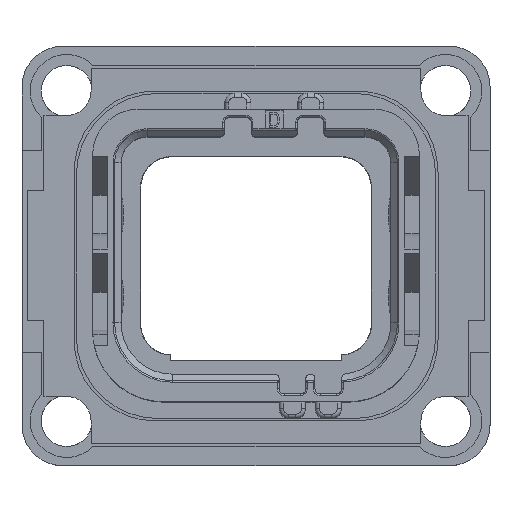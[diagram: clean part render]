
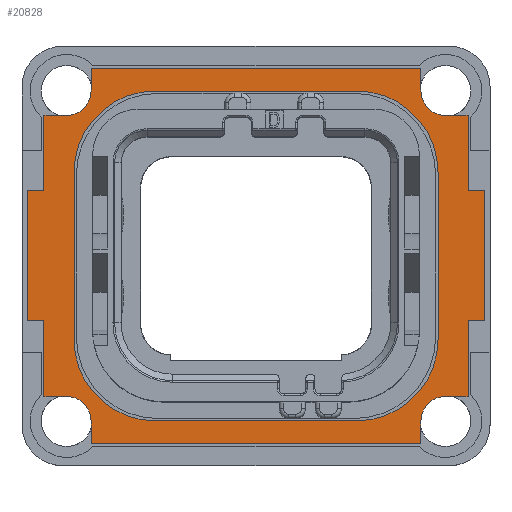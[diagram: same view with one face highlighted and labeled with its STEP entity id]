
A CAD part, top view. The second image highlights one B-rep face of the part: STEP entity #20828.
In plain terms, the highlighted planar face has unit normal (0, 0, 1).
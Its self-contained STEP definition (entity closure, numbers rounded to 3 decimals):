
#839=DIRECTION('',(0.,-1.,0.));
#840=VECTOR('',#839,4.65);
#841=CARTESIAN_POINT('',(-13.05,-4.,2.31));
#842=LINE('',#841,#840);
#843=DIRECTION('',(1.,0.,0.));
#844=VECTOR('',#843,1.);
#845=CARTESIAN_POINT('',(-14.05,-4.,2.31));
#846=LINE('',#845,#844);
#847=DIRECTION('',(0.,-1.,0.));
#848=VECTOR('',#847,8.);
#849=CARTESIAN_POINT('',(-14.05,4.,2.31));
#850=LINE('',#849,#848);
#851=DIRECTION('',(-1.,0.,0.));
#852=VECTOR('',#851,1.);
#853=CARTESIAN_POINT('',(-13.05,4.,2.31));
#854=LINE('',#853,#852);
#855=DIRECTION('',(0.,-1.,0.));
#856=VECTOR('',#855,4.65);
#857=CARTESIAN_POINT('',(-13.05,8.65,2.31));
#858=LINE('',#857,#856);
#859=DIRECTION('',(1.,0.,0.));
#860=VECTOR('',#859,1.4);
#861=CARTESIAN_POINT('',(-13.05,8.65,2.31));
#862=LINE('',#861,#860);
#863=CARTESIAN_POINT('',(-11.65,10.15,2.31));
#864=DIRECTION('',(0.,0.,1.));
#865=DIRECTION('',(0.,-1.,0.));
#866=AXIS2_PLACEMENT_3D('',#863,#864,#865);
#868=DIRECTION('',(0.,-1.,0.));
#869=VECTOR('',#868,1.4);
#870=CARTESIAN_POINT('',(-10.15,11.55,2.31));
#871=LINE('',#870,#869);
#872=DIRECTION('',(-1.,0.,0.));
#873=VECTOR('',#872,20.3);
#874=CARTESIAN_POINT('',(10.15,11.55,2.31));
#875=LINE('',#874,#873);
#876=DIRECTION('',(0.,-1.,0.));
#877=VECTOR('',#876,1.4);
#878=CARTESIAN_POINT('',(10.15,11.55,2.31));
#879=LINE('',#878,#877);
#880=CARTESIAN_POINT('',(11.65,10.15,2.31));
#881=DIRECTION('',(0.,0.,1.));
#882=DIRECTION('',(-1.,0.,0.));
#883=AXIS2_PLACEMENT_3D('',#880,#881,#882);
#885=DIRECTION('',(-1.,0.,0.));
#886=VECTOR('',#885,1.4);
#887=CARTESIAN_POINT('',(13.05,8.65,2.31));
#888=LINE('',#887,#886);
#889=DIRECTION('',(0.,1.,0.));
#890=VECTOR('',#889,4.65);
#891=CARTESIAN_POINT('',(13.05,4.,2.31));
#892=LINE('',#891,#890);
#893=DIRECTION('',(-1.,0.,0.));
#894=VECTOR('',#893,1.);
#895=CARTESIAN_POINT('',(14.05,4.,2.31));
#896=LINE('',#895,#894);
#897=DIRECTION('',(0.,1.,0.));
#898=VECTOR('',#897,8.);
#899=CARTESIAN_POINT('',(14.05,-4.,2.31));
#900=LINE('',#899,#898);
#901=DIRECTION('',(1.,0.,0.));
#902=VECTOR('',#901,1.);
#903=CARTESIAN_POINT('',(13.05,-4.,2.31));
#904=LINE('',#903,#902);
#905=DIRECTION('',(0.,1.,0.));
#906=VECTOR('',#905,4.65);
#907=CARTESIAN_POINT('',(13.05,-8.65,2.31));
#908=LINE('',#907,#906);
#909=DIRECTION('',(-1.,0.,0.));
#910=VECTOR('',#909,1.4);
#911=CARTESIAN_POINT('',(13.05,-8.65,2.31));
#912=LINE('',#911,#910);
#913=CARTESIAN_POINT('',(11.65,-10.15,2.31));
#914=DIRECTION('',(0.,0.,1.));
#915=DIRECTION('',(0.,1.,0.));
#916=AXIS2_PLACEMENT_3D('',#913,#914,#915);
#918=DIRECTION('',(0.,1.,0.));
#919=VECTOR('',#918,1.4);
#920=CARTESIAN_POINT('',(10.15,-11.55,2.31));
#921=LINE('',#920,#919);
#922=DIRECTION('',(1.,0.,0.));
#923=VECTOR('',#922,20.3);
#924=CARTESIAN_POINT('',(-10.15,-11.55,2.31));
#925=LINE('',#924,#923);
#926=DIRECTION('',(0.,1.,0.));
#927=VECTOR('',#926,1.4);
#928=CARTESIAN_POINT('',(-10.15,-11.55,2.31));
#929=LINE('',#928,#927);
#930=CARTESIAN_POINT('',(-11.65,-10.15,2.31));
#931=DIRECTION('',(0.,0.,1.));
#932=DIRECTION('',(1.,0.,0.));
#933=AXIS2_PLACEMENT_3D('',#930,#931,#932);
#935=DIRECTION('',(1.,0.,0.));
#936=VECTOR('',#935,1.4);
#937=CARTESIAN_POINT('',(-13.05,-8.65,2.31));
#938=LINE('',#937,#936);
#939=DIRECTION('',(0.,-1.,0.));
#940=VECTOR('',#939,10.3);
#941=CARTESIAN_POINT('',(11.2,5.15,2.31));
#942=LINE('',#941,#940);
#943=DIRECTION('',(1.,0.,0.));
#944=VECTOR('',#943,12.4);
#945=CARTESIAN_POINT('',(-6.2,10.15,2.31));
#946=LINE('',#945,#944);
#947=DIRECTION('',(0.,1.,0.));
#948=VECTOR('',#947,10.3);
#949=CARTESIAN_POINT('',(-11.2,-5.15,2.31));
#950=LINE('',#949,#948);
#951=DIRECTION('',(-1.,0.,0.));
#952=VECTOR('',#951,12.4);
#953=CARTESIAN_POINT('',(6.2,-10.15,2.31));
#954=LINE('',#953,#952);
#1059=CARTESIAN_POINT('',(-6.2,-5.15,2.31));
#1060=DIRECTION('',(0.,0.,-1.));
#1061=DIRECTION('',(0.,-1.,0.));
#1062=AXIS2_PLACEMENT_3D('',#1059,#1060,#1061);
#1072=CARTESIAN_POINT('',(6.2,-5.15,2.31));
#1073=DIRECTION('',(0.,0.,-1.));
#1074=DIRECTION('',(1.,0.,0.));
#1075=AXIS2_PLACEMENT_3D('',#1072,#1073,#1074);
#1077=CARTESIAN_POINT('',(-6.2,5.15,2.31));
#1078=DIRECTION('',(0.,0.,-1.));
#1079=DIRECTION('',(-1.,0.,0.));
#1080=AXIS2_PLACEMENT_3D('',#1077,#1078,#1079);
#1090=CARTESIAN_POINT('',(6.2,5.15,2.31));
#1091=DIRECTION('',(0.,0.,-1.));
#1092=DIRECTION('',(0.,1.,0.));
#1093=AXIS2_PLACEMENT_3D('',#1090,#1091,#1092);
#19424=CARTESIAN_POINT('',(-11.2,-5.15,2.31));
#19425=CARTESIAN_POINT('',(-11.2,5.15,2.31));
#19426=VERTEX_POINT('',#19424);
#19427=VERTEX_POINT('',#19425);
#19428=CARTESIAN_POINT('',(-6.2,10.15,2.31));
#19429=CARTESIAN_POINT('',(6.2,10.15,2.31));
#19430=VERTEX_POINT('',#19428);
#19431=VERTEX_POINT('',#19429);
#19432=CARTESIAN_POINT('',(11.2,5.15,2.31));
#19433=CARTESIAN_POINT('',(11.2,-5.15,2.31));
#19434=VERTEX_POINT('',#19432);
#19435=VERTEX_POINT('',#19433);
#19436=CARTESIAN_POINT('',(6.2,-10.15,2.31));
#19437=CARTESIAN_POINT('',(-6.2,-10.15,2.31));
#19438=VERTEX_POINT('',#19436);
#19439=VERTEX_POINT('',#19437);
#19456=CARTESIAN_POINT('',(10.15,10.15,2.31));
#19457=CARTESIAN_POINT('',(11.65,8.65,2.31));
#19458=VERTEX_POINT('',#19456);
#19459=VERTEX_POINT('',#19457);
#19460=CARTESIAN_POINT('',(13.05,8.65,2.31));
#19461=VERTEX_POINT('',#19460);
#19462=CARTESIAN_POINT('',(10.15,11.55,2.31));
#19463=VERTEX_POINT('',#19462);
#19464=CARTESIAN_POINT('',(11.65,-8.65,2.31));
#19465=CARTESIAN_POINT('',(10.15,-10.15,2.31));
#19466=VERTEX_POINT('',#19464);
#19467=VERTEX_POINT('',#19465);
#19468=CARTESIAN_POINT('',(10.15,-11.55,2.31));
#19469=VERTEX_POINT('',#19468);
#19470=CARTESIAN_POINT('',(13.05,-8.65,2.31));
#19471=VERTEX_POINT('',#19470);
#19472=CARTESIAN_POINT('',(-10.15,-10.15,2.31));
#19473=CARTESIAN_POINT('',(-11.65,-8.65,2.31));
#19474=VERTEX_POINT('',#19472);
#19475=VERTEX_POINT('',#19473);
#19476=CARTESIAN_POINT('',(-13.05,-8.65,2.31));
#19477=VERTEX_POINT('',#19476);
#19478=CARTESIAN_POINT('',(-10.15,-11.55,2.31));
#19479=VERTEX_POINT('',#19478);
#19480=CARTESIAN_POINT('',(-10.15,11.55,2.31));
#19481=CARTESIAN_POINT('',(-10.15,10.15,2.31));
#19482=VERTEX_POINT('',#19480);
#19483=VERTEX_POINT('',#19481);
#19484=CARTESIAN_POINT('',(-13.05,8.65,2.31));
#19485=CARTESIAN_POINT('',(-11.65,8.65,2.31));
#19486=VERTEX_POINT('',#19484);
#19487=VERTEX_POINT('',#19485);
#19488=CARTESIAN_POINT('',(14.05,-4.,2.31));
#19489=CARTESIAN_POINT('',(14.05,4.,2.31));
#19490=VERTEX_POINT('',#19488);
#19491=VERTEX_POINT('',#19489);
#19492=CARTESIAN_POINT('',(-14.05,4.,2.31));
#19493=CARTESIAN_POINT('',(-14.05,-4.,2.31));
#19494=VERTEX_POINT('',#19492);
#19495=VERTEX_POINT('',#19493);
#19496=CARTESIAN_POINT('',(13.05,-4.,2.31));
#19497=VERTEX_POINT('',#19496);
#19498=CARTESIAN_POINT('',(13.05,4.,2.31));
#19499=VERTEX_POINT('',#19498);
#19500=CARTESIAN_POINT('',(-13.05,4.,2.31));
#19501=VERTEX_POINT('',#19500);
#19502=CARTESIAN_POINT('',(-13.05,-4.,2.31));
#19503=VERTEX_POINT('',#19502);
#20775=CARTESIAN_POINT('',(0.,0.,2.31));
#20776=DIRECTION('',(0.,0.,1.));
#20777=DIRECTION('',(1.,0.,0.));
#20778=AXIS2_PLACEMENT_3D('',#20775,#20776,#20777);
#20779=PLANE('',#20778);
#20780=ORIENTED_EDGE('',*,*,#20399,.F.);
#20781=ORIENTED_EDGE('',*,*,#20413,.F.);
#20782=ORIENTED_EDGE('',*,*,#20427,.F.);
#20783=ORIENTED_EDGE('',*,*,#20441,.F.);
#20784=ORIENTED_EDGE('',*,*,#20455,.F.);
#20785=ORIENTED_EDGE('',*,*,#20471,.T.);
#20787=ORIENTED_EDGE('',*,*,#20786,.T.);
#20788=ORIENTED_EDGE('',*,*,#20530,.F.);
#20789=ORIENTED_EDGE('',*,*,#20546,.F.);
#20790=ORIENTED_EDGE('',*,*,#20562,.T.);
#20792=ORIENTED_EDGE('',*,*,#20791,.T.);
#20793=ORIENTED_EDGE('',*,*,#20621,.F.);
#20794=ORIENTED_EDGE('',*,*,#20637,.F.);
#20795=ORIENTED_EDGE('',*,*,#20651,.F.);
#20796=ORIENTED_EDGE('',*,*,#20665,.F.);
#20797=ORIENTED_EDGE('',*,*,#20679,.F.);
#20798=ORIENTED_EDGE('',*,*,#20693,.F.);
#20799=ORIENTED_EDGE('',*,*,#20709,.T.);
#20801=ORIENTED_EDGE('',*,*,#20800,.T.);
#20802=ORIENTED_EDGE('',*,*,#20767,.F.);
#20803=ORIENTED_EDGE('',*,*,#20307,.F.);
#20804=ORIENTED_EDGE('',*,*,#20324,.T.);
#20806=ORIENTED_EDGE('',*,*,#20805,.T.);
#20807=ORIENTED_EDGE('',*,*,#20383,.F.);
#20808=EDGE_LOOP('',(#20780,#20781,#20782,#20783,#20784,#20785,#20787,#20788,
#20789,#20790,#20792,#20793,#20794,#20795,#20796,#20797,#20798,#20799,#20801,
#20802,#20803,#20804,#20806,#20807));
#20809=FACE_OUTER_BOUND('',#20808,.F.);
#20811=ORIENTED_EDGE('',*,*,#20810,.F.);
#20813=ORIENTED_EDGE('',*,*,#20812,.F.);
#20815=ORIENTED_EDGE('',*,*,#20814,.F.);
#20817=ORIENTED_EDGE('',*,*,#20816,.F.);
#20819=ORIENTED_EDGE('',*,*,#20818,.F.);
#20821=ORIENTED_EDGE('',*,*,#20820,.F.);
#20823=ORIENTED_EDGE('',*,*,#20822,.F.);
#20825=ORIENTED_EDGE('',*,*,#20824,.F.);
#20826=EDGE_LOOP('',(#20811,#20813,#20815,#20817,#20819,#20821,#20823,#20825));
#20827=FACE_BOUND('',#20826,.F.);
#20828=ADVANCED_FACE('',(#20809,#20827),#20779,.T.);
#867=CIRCLE('',#866,1.5);
#884=CIRCLE('',#883,1.5);
#917=CIRCLE('',#916,1.5);
#934=CIRCLE('',#933,1.5);
#1063=CIRCLE('',#1062,5.);
#1076=CIRCLE('',#1075,5.);
#1081=CIRCLE('',#1080,5.);
#1094=CIRCLE('',#1093,5.);
#20307=EDGE_CURVE('',#19479,#19469,#925,.T.);
#20324=EDGE_CURVE('',#19479,#19474,#929,.T.);
#20383=EDGE_CURVE('',#19477,#19475,#938,.T.);
#20399=EDGE_CURVE('',#19503,#19477,#842,.T.);
#20413=EDGE_CURVE('',#19495,#19503,#846,.T.);
#20427=EDGE_CURVE('',#19494,#19495,#850,.T.);
#20441=EDGE_CURVE('',#19501,#19494,#854,.T.);
#20455=EDGE_CURVE('',#19486,#19501,#858,.T.);
#20471=EDGE_CURVE('',#19486,#19487,#862,.T.);
#20530=EDGE_CURVE('',#19482,#19483,#871,.T.);
#20546=EDGE_CURVE('',#19463,#19482,#875,.T.);
#20562=EDGE_CURVE('',#19463,#19458,#879,.T.);
#20621=EDGE_CURVE('',#19461,#19459,#888,.T.);
#20637=EDGE_CURVE('',#19499,#19461,#892,.T.);
#20651=EDGE_CURVE('',#19491,#19499,#896,.T.);
#20665=EDGE_CURVE('',#19490,#19491,#900,.T.);
#20679=EDGE_CURVE('',#19497,#19490,#904,.T.);
#20693=EDGE_CURVE('',#19471,#19497,#908,.T.);
#20709=EDGE_CURVE('',#19471,#19466,#912,.T.);
#20767=EDGE_CURVE('',#19469,#19467,#921,.T.);
#20786=EDGE_CURVE('',#19487,#19483,#867,.T.);
#20791=EDGE_CURVE('',#19458,#19459,#884,.T.);
#20800=EDGE_CURVE('',#19466,#19467,#917,.T.);
#20805=EDGE_CURVE('',#19474,#19475,#934,.T.);
#20810=EDGE_CURVE('',#19434,#19435,#942,.T.);
#20812=EDGE_CURVE('',#19431,#19434,#1094,.T.);
#20814=EDGE_CURVE('',#19430,#19431,#946,.T.);
#20816=EDGE_CURVE('',#19427,#19430,#1081,.T.);
#20818=EDGE_CURVE('',#19426,#19427,#950,.T.);
#20820=EDGE_CURVE('',#19439,#19426,#1063,.T.);
#20822=EDGE_CURVE('',#19438,#19439,#954,.T.);
#20824=EDGE_CURVE('',#19435,#19438,#1076,.T.);
